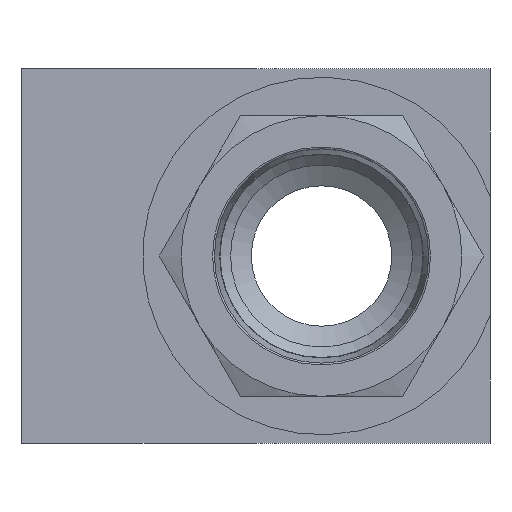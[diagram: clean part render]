
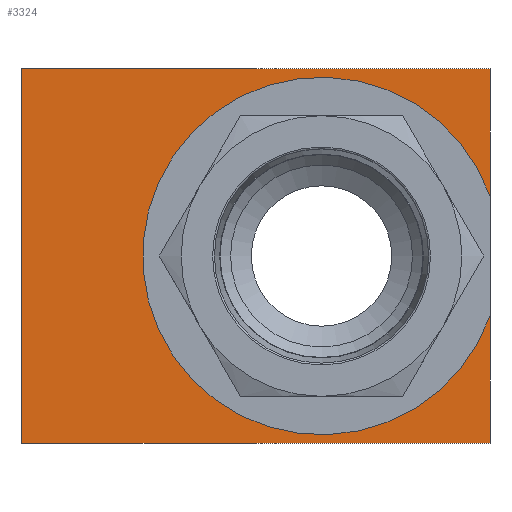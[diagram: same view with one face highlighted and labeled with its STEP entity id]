
A CAD part, left-side view. The second image highlights one B-rep face of the part: STEP entity #3324.
In plain terms, the highlighted planar face has unit normal (-1, 0, 0).
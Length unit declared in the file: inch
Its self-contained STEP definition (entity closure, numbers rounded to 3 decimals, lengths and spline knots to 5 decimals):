
#2717=CARTESIAN_POINT('',(-0.9375,0.0,1.0));
#2718=VERTEX_POINT('',#2717);
#2719=CARTESIAN_POINT('',(-0.9375,2.5,1.0));
#2720=VERTEX_POINT('',#2719);
#2721=CARTESIAN_POINT('',(-0.9375,0.0,1.0));
#2722=DIRECTION('',(0.0,1.0,0.0));
#2723=VECTOR('',#2722,2.5);
#2724=LINE('',#2721,#2723);
#2725=EDGE_CURVE('',#2718,#2720,#2724,.T.);
#3260=CARTESIAN_POINT('',(-0.9375,0.0,-0.31941));
#3261=VERTEX_POINT('',#3260);
#3269=CARTESIAN_POINT('',(-0.9375,0.0,0.31941));
#3270=VERTEX_POINT('',#3269);
#3277=CARTESIAN_POINT('',(-0.9375,0.9,0.0));
#3278=DIRECTION('',(1.0,0.0,0.0));
#3279=DIRECTION('',(0.0,0.0,1.0));
#3280=AXIS2_PLACEMENT_3D('',#3277,#3278,#3279);
#3281=CIRCLE('',#3280,0.955);
#3282=EDGE_CURVE('',#3261,#3270,#3281,.T.);
#3287=CARTESIAN_POINT('',(-0.9375,0.0,0.0));
#3288=DIRECTION('',(-1.0,0.0,0.0));
#3289=DIRECTION('',(0.0,0.0,1.0));
#3290=AXIS2_PLACEMENT_3D('',#3287,#3288,#3289);
#3291=PLANE('',#3290);
#3292=ORIENTED_EDGE('',*,*,#3282,.T.);
#3293=CARTESIAN_POINT('',(-0.9375,0.0,1.0));
#3294=DIRECTION('',(0.0,0.0,-1.0));
#3295=VECTOR('',#3294,0.68059);
#3296=LINE('',#3293,#3295);
#3297=EDGE_CURVE('',#2718,#3270,#3296,.T.);
#3298=ORIENTED_EDGE('',*,*,#3297,.F.);
#3299=ORIENTED_EDGE('',*,*,#2725,.T.);
#3300=CARTESIAN_POINT('',(-0.9375,2.5,-1.0));
#3301=VERTEX_POINT('',#3300);
#3302=CARTESIAN_POINT('',(-0.9375,2.5,-1.0));
#3303=DIRECTION('',(0.0,0.0,1.0));
#3304=VECTOR('',#3303,2.0);
#3305=LINE('',#3302,#3304);
#3306=EDGE_CURVE('',#3301,#2720,#3305,.T.);
#3307=ORIENTED_EDGE('',*,*,#3306,.F.);
#3308=CARTESIAN_POINT('',(-0.9375,0.0,-1.0));
#3309=VERTEX_POINT('',#3308);
#3310=CARTESIAN_POINT('',(-0.9375,2.5,-1.0));
#3311=DIRECTION('',(0.0,-1.0,0.0));
#3312=VECTOR('',#3311,2.5);
#3313=LINE('',#3310,#3312);
#3314=EDGE_CURVE('',#3301,#3309,#3313,.T.);
#3315=ORIENTED_EDGE('',*,*,#3314,.T.);
#3316=CARTESIAN_POINT('',(-0.9375,0.0,-0.31941));
#3317=DIRECTION('',(0.0,0.0,-1.0));
#3318=VECTOR('',#3317,0.68059);
#3319=LINE('',#3316,#3318);
#3320=EDGE_CURVE('',#3261,#3309,#3319,.T.);
#3321=ORIENTED_EDGE('',*,*,#3320,.F.);
#3322=EDGE_LOOP('',(#3292,#3298,#3299,#3307,#3315,#3321));
#3323=FACE_OUTER_BOUND('',#3322,.T.);
#3324=ADVANCED_FACE('',(#3323),#3291,.T.);
